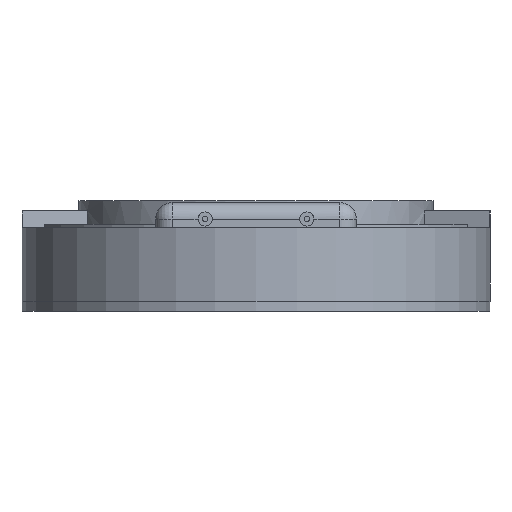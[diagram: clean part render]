
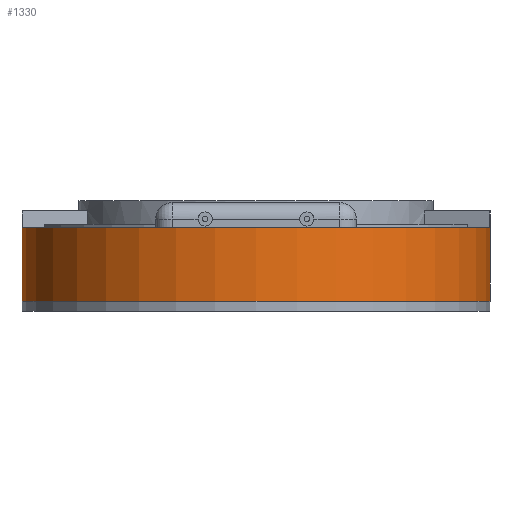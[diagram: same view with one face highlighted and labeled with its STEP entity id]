
A CAD part, left-side view. The second image highlights one B-rep face of the part: STEP entity #1330.
In plain terms, the highlighted cylindrical face has radius 7 mm (diameter 14 mm), a partial arc.
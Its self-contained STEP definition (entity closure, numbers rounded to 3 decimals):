
#182=VECTOR('',#1826,1.);
#183=VECTOR('',#1829,1.);
#260=LINE('',#2264,#182);
#261=LINE('',#2268,#183);
#350=VERTEX_POINT('',#2013);
#351=VERTEX_POINT('',#2015);
#427=VERTEX_POINT('',#2265);
#428=VERTEX_POINT('',#2267);
#445=CIRCLE('',#1366,7.);
#502=CIRCLE('',#1487,7.);
#548=EDGE_CURVE('',#351,#350,#445,.T.);
#673=EDGE_CURVE('',#350,#427,#260,.T.);
#674=EDGE_CURVE('',#427,#428,#502,.T.);
#675=EDGE_CURVE('',#428,#351,#261,.T.);
#1000=ORIENTED_EDGE('',*,*,#548,.T.);
#1001=ORIENTED_EDGE('',*,*,#673,.T.);
#1002=ORIENTED_EDGE('',*,*,#674,.T.);
#1003=ORIENTED_EDGE('',*,*,#675,.T.);
#1133=EDGE_LOOP('',(#1000,#1001,#1002,#1003));
#1243=FACE_BOUND('',#1133,.T.);
#1330=ADVANCED_FACE('',(#1243),#2304,.T.);
#1366=AXIS2_PLACEMENT_3D('',#2014,#1565,#1566);
#1486=AXIS2_PLACEMENT_3D('',#2263,#1824,#1825);
#1487=AXIS2_PLACEMENT_3D('',#2266,#1827,#1828);
#1565=DIRECTION('',(0.,0.,-1.));
#1566=DIRECTION('',(-4.95,-4.95,0.));
#1824=DIRECTION('',(0.,0.,1.));
#1825=DIRECTION('',(-4.95,4.95,0.));
#1826=DIRECTION('',(0.,0.,-1.));
#1827=DIRECTION('',(0.,0.,1.));
#1828=DIRECTION('',(-4.95,4.95,0.));
#1829=DIRECTION('',(0.,0.,1.));
#2013=CARTESIAN_POINT('',(7.,14.,2.2));
#2014=CARTESIAN_POINT('',(7.,7.,2.2));
#2015=CARTESIAN_POINT('',(7.,0.,2.2));
#2263=CARTESIAN_POINT('',(7.,7.,0.));
#2264=CARTESIAN_POINT('',(7.,14.,0.));
#2265=CARTESIAN_POINT('',(7.,14.,0.));
#2266=CARTESIAN_POINT('',(7.,7.,0.));
#2267=CARTESIAN_POINT('',(7.,0.,0.));
#2268=CARTESIAN_POINT('',(7.,0.,0.));
#2304=CYLINDRICAL_SURFACE('',#1486,7.);
